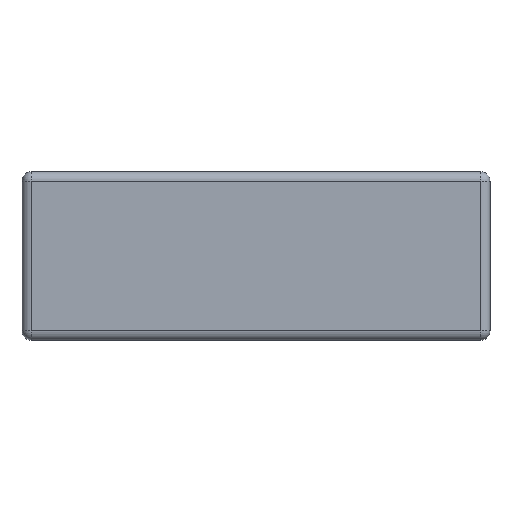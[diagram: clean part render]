
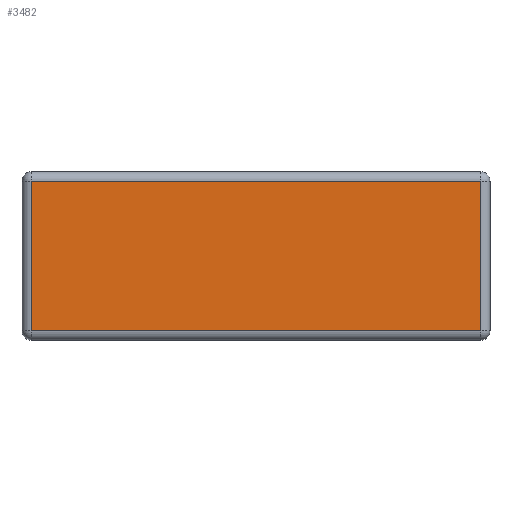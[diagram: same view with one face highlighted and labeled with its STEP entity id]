
A CAD part, top view. The second image highlights one B-rep face of the part: STEP entity #3482.
In plain terms, the highlighted planar face has unit normal (0, 0, 1).
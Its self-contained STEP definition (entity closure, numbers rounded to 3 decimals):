
#41 = ORIENTED_EDGE ( 'NONE', *, *, #11035, .T. ) ;
#498 = VECTOR ( 'NONE', #3336, 1000. ) ;
#775 = VERTEX_POINT ( 'NONE', #14047 ) ;
#1097 = DIRECTION ( 'NONE',  ( -1., 0., 0. ) ) ;
#1222 = EDGE_LOOP ( 'NONE', ( #10098, #3614, #1513, #41 ) ) ;
#1513 = ORIENTED_EDGE ( 'NONE', *, *, #8356, .T. ) ;
#1947 = CARTESIAN_POINT ( 'NONE',  ( -48., 0., 7.5 ) ) ;
#2004 = LINE ( 'NONE', #10870, #7546 ) ;
#3336 = DIRECTION ( 'NONE',  ( 0., 1., 0. ) ) ;
#3482 = ADVANCED_FACE ( 'NONE', ( #8788 ), #9085, .F. ) ;
#3614 = ORIENTED_EDGE ( 'NONE', *, *, #9313, .T. ) ;
#4016 = AXIS2_PLACEMENT_3D ( 'NONE', #13254, #13556, #1097 ) ;
#4303 = CARTESIAN_POINT ( 'NONE',  ( 48., 16., 7.5 ) ) ;
#4470 = CARTESIAN_POINT ( 'NONE',  ( 0., -16., 7.5 ) ) ;
#4625 = CARTESIAN_POINT ( 'NONE',  ( -48., 16., 7.5 ) ) ;
#5224 = DIRECTION ( 'NONE',  ( -1., 0., 0. ) ) ;
#7546 = VECTOR ( 'NONE', #5224, 1000. ) ;
#7812 = LINE ( 'NONE', #11107, #498 ) ;
#8356 = EDGE_CURVE ( 'NONE', #775, #8705, #7812, .T. ) ;
#8615 = DIRECTION ( 'NONE',  ( 0., -1., 0. ) ) ;
#8705 = VERTEX_POINT ( 'NONE', #4303 ) ;
#8788 = FACE_OUTER_BOUND ( 'NONE', #1222, .T. ) ;
#9085 = PLANE ( 'NONE',  #4016 ) ;
#9313 = EDGE_CURVE ( 'NONE', #13779, #775, #9969, .T. ) ;
#9563 = VERTEX_POINT ( 'NONE', #4625 ) ;
#9567 = LINE ( 'NONE', #1947, #13120 ) ;
#9969 = LINE ( 'NONE', #4470, #13843 ) ;
#10098 = ORIENTED_EDGE ( 'NONE', *, *, #11552, .T. ) ;
#10870 = CARTESIAN_POINT ( 'NONE',  ( 0., 16., 7.5 ) ) ;
#11035 = EDGE_CURVE ( 'NONE', #8705, #9563, #2004, .T. ) ;
#11107 = CARTESIAN_POINT ( 'NONE',  ( 48., 0., 7.5 ) ) ;
#11552 = EDGE_CURVE ( 'NONE', #9563, #13779, #9567, .T. ) ;
#13120 = VECTOR ( 'NONE', #8615, 1000. ) ;
#13254 = CARTESIAN_POINT ( 'NONE',  ( 0., 0., 7.5 ) ) ;
#13346 = CARTESIAN_POINT ( 'NONE',  ( -48., -16., 7.5 ) ) ;
#13421 = DIRECTION ( 'NONE',  ( 1., 0., 0. ) ) ;
#13556 = DIRECTION ( 'NONE',  ( 0., 0., -1. ) ) ;
#13779 = VERTEX_POINT ( 'NONE', #13346 ) ;
#13843 = VECTOR ( 'NONE', #13421, 1000. ) ;
#14047 = CARTESIAN_POINT ( 'NONE',  ( 48., -16., 7.5 ) ) ;
